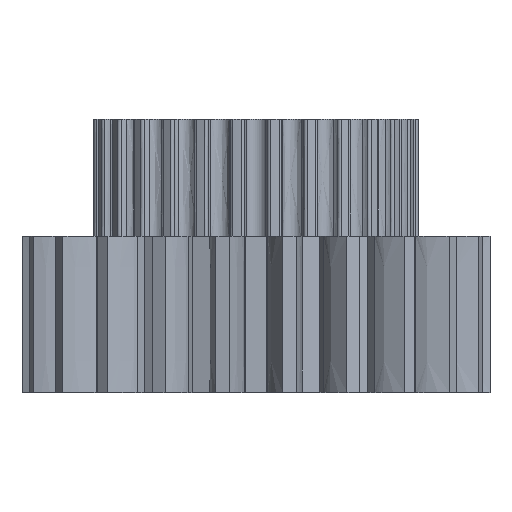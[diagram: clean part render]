
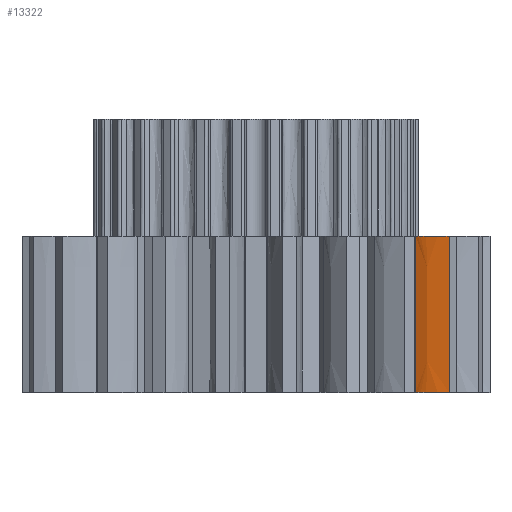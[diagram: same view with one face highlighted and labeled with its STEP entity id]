
A CAD part, top view. The second image highlights one B-rep face of the part: STEP entity #13322.
In plain terms, the highlighted face is a extrusion surface.
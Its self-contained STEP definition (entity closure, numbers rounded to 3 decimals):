
#79 = PLANE('',#80);
#80 = AXIS2_PLACEMENT_3D('',#81,#82,#83);
#81 = CARTESIAN_POINT('',(-41.85,-30.,-145.8));
#82 = DIRECTION('',(0.,-1.,0.));
#83 = DIRECTION('',(1.,0.,0.));
#140 = PLANE('',#141);
#141 = AXIS2_PLACEMENT_3D('',#142,#143,#144);
#142 = CARTESIAN_POINT('',(-41.85,-22.,-145.8));
#143 = DIRECTION('',(0.,-1.,0.));
#144 = DIRECTION('',(1.,0.,0.));
#673 = VERTEX_POINT('',#674);
#674 = CARTESIAN_POINT('',(-31.95,-22.,-139.018));
#686 = SURFACE_OF_LINEAR_EXTRUSION('',#687,#690);
#687 = B_SPLINE_CURVE_WITH_KNOTS('',1,(#688,#689),.UNSPECIFIED.,.F.,.F.,
  (2,2),(0.,0.706),.PIECEWISE_BEZIER_KNOTS.);
#688 = CARTESIAN_POINT('',(-31.569,-22.,-139.612));
#689 = CARTESIAN_POINT('',(-31.95,-22.,-139.018));
#690 = VECTOR('',#691,1.);
#691 = DIRECTION('',(0.,1.,0.));
#699 = EDGE_CURVE('',#673,#700,#702,.T.);
#700 = VERTEX_POINT('',#701);
#701 = CARTESIAN_POINT('',(-33.668,-22.,-139.483));
#702 = SURFACE_CURVE('',#703,(#712,#724),.PCURVE_S1.);
#703 = B_SPLINE_CURVE_WITH_KNOTS('',3,(#704,#705,#706,#707,#708,#709,
    #710,#711),.UNSPECIFIED.,.F.,.F.,(4,1,1,1,1,4),(0.,0.647,
    1.15,1.509,1.724,1.796),
  .UNSPECIFIED.);
#704 = CARTESIAN_POINT('',(-31.95,-22.,-139.018));
#705 = CARTESIAN_POINT('',(-32.164,-22.,-139.034));
#706 = CARTESIAN_POINT('',(-32.547,-22.,-139.079));
#707 = CARTESIAN_POINT('',(-33.037,-22.,-139.197));
#708 = CARTESIAN_POINT('',(-33.374,-22.,-139.321));
#709 = CARTESIAN_POINT('',(-33.568,-22.,-139.417));
#710 = CARTESIAN_POINT('',(-33.649,-22.,-139.469));
#711 = CARTESIAN_POINT('',(-33.668,-22.,-139.483));
#712 = PCURVE('',#140,#713);
#713 = DEFINITIONAL_REPRESENTATION('',(#714),#723);
#714 = B_SPLINE_CURVE_WITH_KNOTS('',3,(#715,#716,#717,#718,#719,#720,
    #721,#722),.UNSPECIFIED.,.F.,.F.,(4,1,1,1,1,4),(0.,0.647,
    1.15,1.509,1.724,1.796),
  .UNSPECIFIED.);
#715 = CARTESIAN_POINT('',(9.9,6.782));
#716 = CARTESIAN_POINT('',(9.686,6.766));
#717 = CARTESIAN_POINT('',(9.303,6.721));
#718 = CARTESIAN_POINT('',(8.813,6.603));
#719 = CARTESIAN_POINT('',(8.476,6.479));
#720 = CARTESIAN_POINT('',(8.282,6.383));
#721 = CARTESIAN_POINT('',(8.201,6.331));
#722 = CARTESIAN_POINT('',(8.182,6.317));
#723 = ( GEOMETRIC_REPRESENTATION_CONTEXT(2) 
PARAMETRIC_REPRESENTATION_CONTEXT() REPRESENTATION_CONTEXT('2D SPACE',''
  ) );
#724 = PCURVE('',#725,#737);
#725 = SURFACE_OF_LINEAR_EXTRUSION('',#726,#735);
#726 = B_SPLINE_CURVE_WITH_KNOTS('',3,(#727,#728,#729,#730,#731,#732,
    #733,#734),.UNSPECIFIED.,.F.,.F.,(4,1,1,1,1,4),(0.,0.647,
    1.15,1.509,1.724,1.796),
  .UNSPECIFIED.);
#727 = CARTESIAN_POINT('',(-31.95,-22.,-139.018));
#728 = CARTESIAN_POINT('',(-32.164,-22.,-139.034));
#729 = CARTESIAN_POINT('',(-32.547,-22.,-139.079));
#730 = CARTESIAN_POINT('',(-33.037,-22.,-139.197));
#731 = CARTESIAN_POINT('',(-33.374,-22.,-139.321));
#732 = CARTESIAN_POINT('',(-33.568,-22.,-139.417));
#733 = CARTESIAN_POINT('',(-33.649,-22.,-139.469));
#734 = CARTESIAN_POINT('',(-33.668,-22.,-139.483));
#735 = VECTOR('',#736,1.);
#736 = DIRECTION('',(0.,1.,0.));
#737 = DEFINITIONAL_REPRESENTATION('',(#738),#742);
#738 = LINE('',#739,#740);
#739 = CARTESIAN_POINT('',(0.,0.));
#740 = VECTOR('',#741,1.);
#741 = DIRECTION('',(1.,0.));
#742 = ( GEOMETRIC_REPRESENTATION_CONTEXT(2) 
PARAMETRIC_REPRESENTATION_CONTEXT() REPRESENTATION_CONTEXT('2D SPACE',''
  ) );
#758 = SURFACE_OF_LINEAR_EXTRUSION('',#759,#762);
#759 = B_SPLINE_CURVE_WITH_KNOTS('',1,(#760,#761),.UNSPECIFIED.,.F.,.F.,
  (2,2),(0.,0.587),.PIECEWISE_BEZIER_KNOTS.);
#760 = CARTESIAN_POINT('',(-33.668,-22.,-139.483));
#761 = CARTESIAN_POINT('',(-34.133,-22.,-139.841));
#762 = VECTOR('',#763,1.);
#763 = DIRECTION('',(0.,1.,0.));
#9706 = VERTEX_POINT('',#9707);
#9707 = CARTESIAN_POINT('',(-31.95,-30.,-139.018));
#9726 = EDGE_CURVE('',#9706,#9727,#9729,.T.);
#9727 = VERTEX_POINT('',#9728);
#9728 = CARTESIAN_POINT('',(-33.668,-30.,-139.483));
#9729 = SURFACE_CURVE('',#9730,(#9739,#9751),.PCURVE_S1.);
#9730 = B_SPLINE_CURVE_WITH_KNOTS('',3,(#9731,#9732,#9733,#9734,#9735,
    #9736,#9737,#9738),.UNSPECIFIED.,.F.,.F.,(4,1,1,1,1,4),(0.,
    0.647,1.15,1.509,1.724,
    1.796),.UNSPECIFIED.);
#9731 = CARTESIAN_POINT('',(-31.95,-30.,-139.018));
#9732 = CARTESIAN_POINT('',(-32.164,-30.,-139.034));
#9733 = CARTESIAN_POINT('',(-32.547,-30.,-139.079));
#9734 = CARTESIAN_POINT('',(-33.037,-30.,-139.197));
#9735 = CARTESIAN_POINT('',(-33.374,-30.,-139.321));
#9736 = CARTESIAN_POINT('',(-33.568,-30.,-139.417));
#9737 = CARTESIAN_POINT('',(-33.649,-30.,-139.469));
#9738 = CARTESIAN_POINT('',(-33.668,-30.,-139.483));
#9739 = PCURVE('',#79,#9740);
#9740 = DEFINITIONAL_REPRESENTATION('',(#9741),#9750);
#9741 = B_SPLINE_CURVE_WITH_KNOTS('',3,(#9742,#9743,#9744,#9745,#9746,
    #9747,#9748,#9749),.UNSPECIFIED.,.F.,.F.,(4,1,1,1,1,4),(0.,
    0.647,1.15,1.509,1.724,
    1.796),.UNSPECIFIED.);
#9742 = CARTESIAN_POINT('',(9.9,6.782));
#9743 = CARTESIAN_POINT('',(9.686,6.766));
#9744 = CARTESIAN_POINT('',(9.303,6.721));
#9745 = CARTESIAN_POINT('',(8.813,6.603));
#9746 = CARTESIAN_POINT('',(8.476,6.479));
#9747 = CARTESIAN_POINT('',(8.282,6.383));
#9748 = CARTESIAN_POINT('',(8.201,6.331));
#9749 = CARTESIAN_POINT('',(8.182,6.317));
#9750 = ( GEOMETRIC_REPRESENTATION_CONTEXT(2) 
PARAMETRIC_REPRESENTATION_CONTEXT() REPRESENTATION_CONTEXT('2D SPACE',''
  ) );
#9751 = PCURVE('',#725,#9752);
#9752 = DEFINITIONAL_REPRESENTATION('',(#9753),#9757);
#9753 = LINE('',#9754,#9755);
#9754 = CARTESIAN_POINT('',(0.,-8.));
#9755 = VECTOR('',#9756,1.);
#9756 = DIRECTION('',(1.,0.));
#9757 = ( GEOMETRIC_REPRESENTATION_CONTEXT(2) 
PARAMETRIC_REPRESENTATION_CONTEXT() REPRESENTATION_CONTEXT('2D SPACE',''
  ) );
#13274 = EDGE_CURVE('',#673,#9706,#13275,.T.);
#13275 = SURFACE_CURVE('',#13276,(#13280,#13287),.PCURVE_S1.);
#13276 = LINE('',#13277,#13278);
#13277 = CARTESIAN_POINT('',(-31.95,-22.,-139.018));
#13278 = VECTOR('',#13279,1.);
#13279 = DIRECTION('',(0.,-1.,0.));
#13280 = PCURVE('',#686,#13281);
#13281 = DEFINITIONAL_REPRESENTATION('',(#13282),#13286);
#13282 = LINE('',#13283,#13284);
#13283 = CARTESIAN_POINT('',(0.706,0.));
#13284 = VECTOR('',#13285,1.);
#13285 = DIRECTION('',(0.,-1.));
#13286 = ( GEOMETRIC_REPRESENTATION_CONTEXT(2) 
PARAMETRIC_REPRESENTATION_CONTEXT() REPRESENTATION_CONTEXT('2D SPACE',''
  ) );
#13287 = PCURVE('',#725,#13288);
#13288 = DEFINITIONAL_REPRESENTATION('',(#13289),#13293);
#13289 = LINE('',#13290,#13291);
#13290 = CARTESIAN_POINT('',(0.,0.));
#13291 = VECTOR('',#13292,1.);
#13292 = DIRECTION('',(0.,-1.));
#13293 = ( GEOMETRIC_REPRESENTATION_CONTEXT(2) 
PARAMETRIC_REPRESENTATION_CONTEXT() REPRESENTATION_CONTEXT('2D SPACE',''
  ) );
#13322 = ADVANCED_FACE('',(#13323),#725,.F.);
#13323 = FACE_BOUND('',#13324,.F.);
#13324 = EDGE_LOOP('',(#13325,#13326,#13327,#13348));
#13325 = ORIENTED_EDGE('',*,*,#13274,.T.);
#13326 = ORIENTED_EDGE('',*,*,#9726,.T.);
#13327 = ORIENTED_EDGE('',*,*,#13328,.F.);
#13328 = EDGE_CURVE('',#700,#9727,#13329,.T.);
#13329 = SURFACE_CURVE('',#13330,(#13334,#13341),.PCURVE_S1.);
#13330 = LINE('',#13331,#13332);
#13331 = CARTESIAN_POINT('',(-33.668,-22.,-139.483));
#13332 = VECTOR('',#13333,1.);
#13333 = DIRECTION('',(0.,-1.,0.));
#13334 = PCURVE('',#725,#13335);
#13335 = DEFINITIONAL_REPRESENTATION('',(#13336),#13340);
#13336 = LINE('',#13337,#13338);
#13337 = CARTESIAN_POINT('',(1.796,0.));
#13338 = VECTOR('',#13339,1.);
#13339 = DIRECTION('',(0.,-1.));
#13340 = ( GEOMETRIC_REPRESENTATION_CONTEXT(2) 
PARAMETRIC_REPRESENTATION_CONTEXT() REPRESENTATION_CONTEXT('2D SPACE',''
  ) );
#13341 = PCURVE('',#758,#13342);
#13342 = DEFINITIONAL_REPRESENTATION('',(#13343),#13347);
#13343 = LINE('',#13344,#13345);
#13344 = CARTESIAN_POINT('',(0.,0.));
#13345 = VECTOR('',#13346,1.);
#13346 = DIRECTION('',(0.,-1.));
#13347 = ( GEOMETRIC_REPRESENTATION_CONTEXT(2) 
PARAMETRIC_REPRESENTATION_CONTEXT() REPRESENTATION_CONTEXT('2D SPACE',''
  ) );
#13348 = ORIENTED_EDGE('',*,*,#699,.F.);
